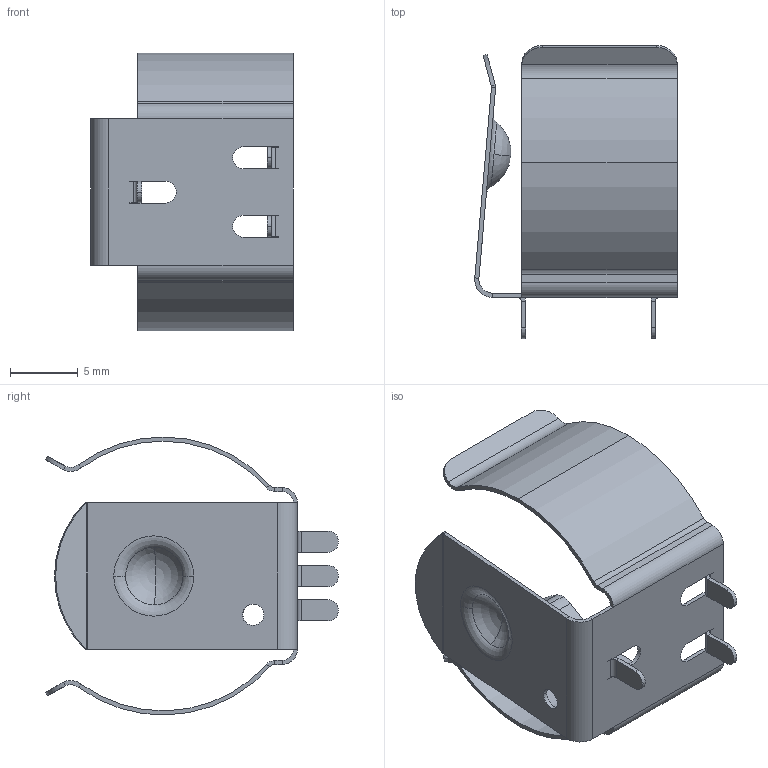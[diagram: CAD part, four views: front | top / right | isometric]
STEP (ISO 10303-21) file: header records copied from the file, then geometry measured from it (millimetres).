
FILE_DESCRIPTION (( 'STEP AP214' ), '1' );
FILE_NAME ('keystone-PN247.STEP', '2021-01-30T18:07:16', ( '' ), ( '' ), 'SwSTEP 2.0', 'SolidWorks 2018', '' );
FILE_SCHEMA (( 'AUTOMOTIVE_DESIGN' ));
Length unit declared in the file: inch
Products named in the file (1): keystone-PN247
Bounding box: 14.98 x 21.69 x 20.57 mm (x, y, z)
Volume: 251 mm3; surface area: 1713 mm2
Topology: 1 solids, 1 shells, 136 faces, 322 edges, 186 vertices
Faces by surface type: plane 81, cylinder 47, sphere 4, torus 4
Entity records: 3856 total; most frequent: DIRECTION 694, CARTESIAN_POINT 661, ORIENTED_EDGE 632, EDGE_CURVE 316, AXIS2_PLACEMENT_3D 249, VECTOR 196, LINE 196, VERTEX_POINT 184
